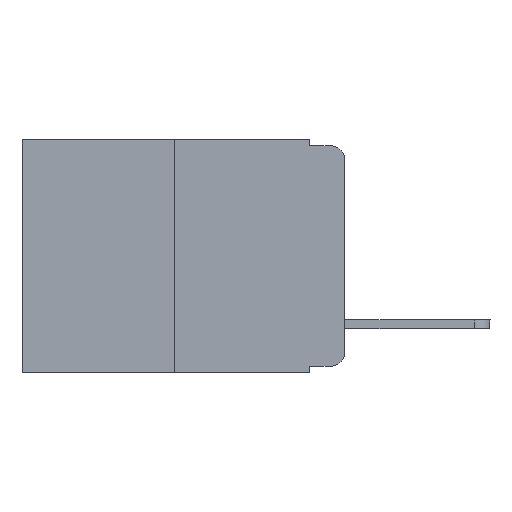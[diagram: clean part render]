
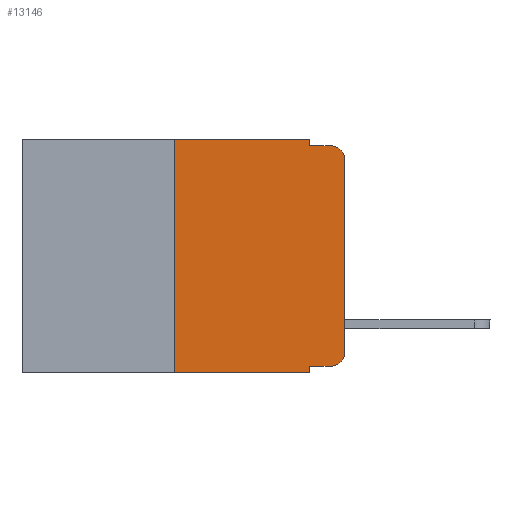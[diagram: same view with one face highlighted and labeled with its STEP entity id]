
A CAD part, left-side view. The second image highlights one B-rep face of the part: STEP entity #13146.
In plain terms, the highlighted planar face has unit normal (-1, 0, 0).
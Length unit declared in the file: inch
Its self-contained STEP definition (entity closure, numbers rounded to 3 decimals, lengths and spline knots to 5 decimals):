
#336 = CARTESIAN_POINT ( 'NONE',  ( 0., 0.473, -0.343 ) ) ;
#691 = CARTESIAN_POINT ( 'NONE',  ( 0., 0.051, -0.333 ) ) ;
#726 = VERTEX_POINT ( 'NONE', #8827 ) ;
#820 = DIRECTION ( 'NONE',  ( 0., 0., -1. ) ) ;
#1103 = LINE ( 'NONE', #12889, #17811 ) ;
#1483 = EDGE_CURVE ( 'NONE', #9485, #14947, #2479, .T. ) ;
#1798 = VECTOR ( 'NONE', #12139, 39.37008 ) ;
#2170 = DIRECTION ( 'NONE',  ( 0., 0., 1. ) ) ;
#2336 = ORIENTED_EDGE ( 'NONE', *, *, #16558, .T. ) ;
#2479 = LINE ( 'NONE', #13251, #13226 ) ;
#2932 = CARTESIAN_POINT ( 'NONE',  ( 0., 0.051, 0. ) ) ;
#3191 = CARTESIAN_POINT ( 'NONE',  ( 0., 0.051, -0.343 ) ) ;
#3604 = VECTOR ( 'NONE', #2170, 39.37008 ) ;
#4128 = VERTEX_POINT ( 'NONE', #14876 ) ;
#4260 = CARTESIAN_POINT ( 'NONE',  ( 0., 0.25, 0. ) ) ;
#4937 = EDGE_CURVE ( 'NONE', #9536, #8983, #6026, .T. ) ;
#5386 = LINE ( 'NONE', #4260, #3604 ) ;
#5967 = VERTEX_POINT ( 'NONE', #23748 ) ;
#6026 = CIRCLE ( 'NONE', #20244, 0.02 ) ;
#6202 = CIRCLE ( 'NONE', #19595, 0.02 ) ;
#6213 = VERTEX_POINT ( 'NONE', #15509 ) ;
#6275 = EDGE_CURVE ( 'NONE', #8983, #8728, #19329, .T. ) ;
#6509 = PLANE ( 'NONE',  #14493 ) ;
#6570 = EDGE_CURVE ( 'NONE', #5967, #4128, #5386, .T. ) ;
#6627 = ORIENTED_EDGE ( 'NONE', *, *, #17983, .F. ) ;
#7178 = CARTESIAN_POINT ( 'NONE',  ( 0., 0., -0.313 ) ) ;
#7707 = VERTEX_POINT ( 'NONE', #17271 ) ;
#8093 = DIRECTION ( 'NONE',  ( 0., -1., 0. ) ) ;
#8242 = CARTESIAN_POINT ( 'NONE',  ( 0., 0.02, -0.03 ) ) ;
#8331 = EDGE_LOOP ( 'NONE', ( #9736, #2336, #6627, #19596, #13177, #8798, #20324, #23393, #15776, #10845 ) ) ;
#8728 = VERTEX_POINT ( 'NONE', #20294 ) ;
#8798 = ORIENTED_EDGE ( 'NONE', *, *, #6570, .F. ) ;
#8827 = CARTESIAN_POINT ( 'NONE',  ( 0., 0.051, 0. ) ) ;
#8983 = VERTEX_POINT ( 'NONE', #7178 ) ;
#9485 = VERTEX_POINT ( 'NONE', #691 ) ;
#9536 = VERTEX_POINT ( 'NONE', #15716 ) ;
#9736 = ORIENTED_EDGE ( 'NONE', *, *, #6275, .T. ) ;
#10166 = CARTESIAN_POINT ( 'NONE',  ( 0., 0.051, -0.01 ) ) ;
#10310 = DIRECTION ( 'NONE',  ( 0., 0., -1. ) ) ;
#10845 = ORIENTED_EDGE ( 'NONE', *, *, #4937, .T. ) ;
#12006 = EDGE_CURVE ( 'NONE', #9485, #9536, #21897, .T. ) ;
#12139 = DIRECTION ( 'NONE',  ( 0., 0., 1. ) ) ;
#12217 = DIRECTION ( 'NONE',  ( 0., 0., -1. ) ) ;
#12280 = LINE ( 'NONE', #10166, #23849 ) ;
#12675 = CARTESIAN_POINT ( 'NONE',  ( 0., 0.02, -0.313 ) ) ;
#12889 = CARTESIAN_POINT ( 'NONE',  ( 0., 0.473, 0. ) ) ;
#13146 = ADVANCED_FACE ( 'NONE', ( #19498 ), #6509, .F. ) ;
#13177 = ORIENTED_EDGE ( 'NONE', *, *, #20241, .F. ) ;
#13226 = VECTOR ( 'NONE', #17207, 39.37008 ) ;
#13251 = CARTESIAN_POINT ( 'NONE',  ( 0., 0.051, 0. ) ) ;
#13858 = DIRECTION ( 'NONE',  ( 0., -1., 0. ) ) ;
#14188 = CARTESIAN_POINT ( 'NONE',  ( 0., 0., 0. ) ) ;
#14493 = AXIS2_PLACEMENT_3D ( 'NONE', #21815, #16070, #10310 ) ;
#14876 = CARTESIAN_POINT ( 'NONE',  ( 0., 0.25, 0. ) ) ;
#14947 = VERTEX_POINT ( 'NONE', #3191 ) ;
#15509 = CARTESIAN_POINT ( 'NONE',  ( 0., 0.02, -0.01 ) ) ;
#15716 = CARTESIAN_POINT ( 'NONE',  ( 0., 0.02, -0.333 ) ) ;
#15776 = ORIENTED_EDGE ( 'NONE', *, *, #12006, .T. ) ;
#16053 = LINE ( 'NONE', #336, #16366 ) ;
#16070 = DIRECTION ( 'NONE',  ( 1., 0., 0. ) ) ;
#16293 = DIRECTION ( 'NONE',  ( -1., 0., 0. ) ) ;
#16366 = VECTOR ( 'NONE', #13858, 39.37008 ) ;
#16558 = EDGE_CURVE ( 'NONE', #8728, #6213, #6202, .T. ) ;
#17207 = DIRECTION ( 'NONE',  ( 0., 0., -1. ) ) ;
#17271 = CARTESIAN_POINT ( 'NONE',  ( 0., 0.051, -0.01 ) ) ;
#17811 = VECTOR ( 'NONE', #24569, 39.37008 ) ;
#17983 = EDGE_CURVE ( 'NONE', #7707, #6213, #12280, .T. ) ;
#18035 = VECTOR ( 'NONE', #20052, 39.37008 ) ;
#18129 = DIRECTION ( 'NONE',  ( 0., 0., -1. ) ) ;
#18133 = CARTESIAN_POINT ( 'NONE',  ( 0., 0.051, -0.333 ) ) ;
#18551 = EDGE_CURVE ( 'NONE', #5967, #14947, #16053, .T. ) ;
#19329 = LINE ( 'NONE', #14188, #1798 ) ;
#19498 = FACE_OUTER_BOUND ( 'NONE', #8331, .T. ) ;
#19595 = AXIS2_PLACEMENT_3D ( 'NONE', #8242, #19913, #12217 ) ;
#19596 = ORIENTED_EDGE ( 'NONE', *, *, #23183, .F. ) ;
#19913 = DIRECTION ( 'NONE',  ( -1., 0., 0. ) ) ;
#20052 = DIRECTION ( 'NONE',  ( 0., -1., 0. ) ) ;
#20241 = EDGE_CURVE ( 'NONE', #4128, #726, #1103, .T. ) ;
#20244 = AXIS2_PLACEMENT_3D ( 'NONE', #12675, #16293, #18129 ) ;
#20294 = CARTESIAN_POINT ( 'NONE',  ( 0., 0., -0.03 ) ) ;
#20324 = ORIENTED_EDGE ( 'NONE', *, *, #18551, .T. ) ;
#21815 = CARTESIAN_POINT ( 'NONE',  ( 0., 0.473, 0. ) ) ;
#21847 = LINE ( 'NONE', #2932, #22669 ) ;
#21897 = LINE ( 'NONE', #18133, #18035 ) ;
#22669 = VECTOR ( 'NONE', #820, 39.37008 ) ;
#23183 = EDGE_CURVE ( 'NONE', #726, #7707, #21847, .T. ) ;
#23393 = ORIENTED_EDGE ( 'NONE', *, *, #1483, .F. ) ;
#23748 = CARTESIAN_POINT ( 'NONE',  ( 0., 0.25, -0.343 ) ) ;
#23849 = VECTOR ( 'NONE', #8093, 39.37008 ) ;
#24569 = DIRECTION ( 'NONE',  ( 0., -1., 0. ) ) ;
